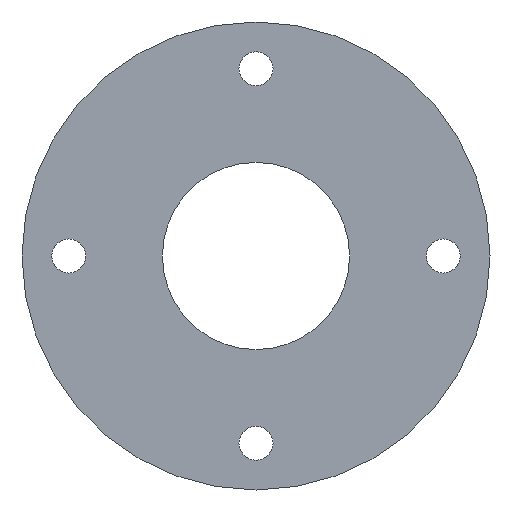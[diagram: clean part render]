
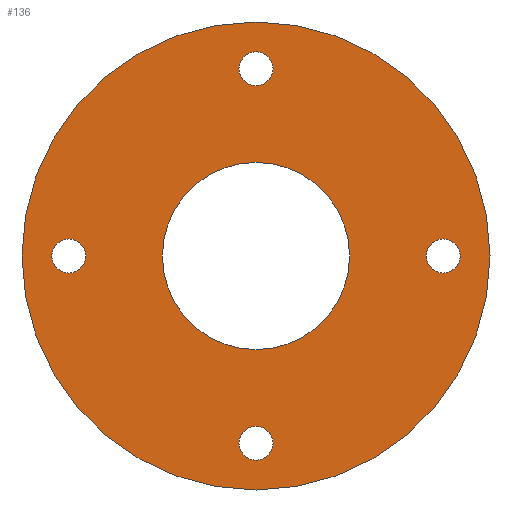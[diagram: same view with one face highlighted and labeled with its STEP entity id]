
A CAD part, front view. The second image highlights one B-rep face of the part: STEP entity #136.
In plain terms, the highlighted planar face has unit normal (0, -1, 0).
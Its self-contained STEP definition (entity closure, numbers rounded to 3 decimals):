
#5 = VERTEX_POINT ( 'NONE', #494 ) ;
#11 = CARTESIAN_POINT ( 'NONE',  ( -22., -1.5, 2. ) ) ;
#18 = CARTESIAN_POINT ( 'NONE',  ( 0., -1.5, 24. ) ) ;
#20 = CIRCLE ( 'NONE', #190, 2. ) ;
#53 = FACE_BOUND ( 'NONE', #115, .T. ) ;
#54 = DIRECTION ( 'NONE',  ( 0., 1., 0. ) ) ;
#56 = DIRECTION ( 'NONE',  ( 0., 1., 0. ) ) ;
#59 = DIRECTION ( 'NONE',  ( 0., 0., 1. ) ) ;
#64 = DIRECTION ( 'NONE',  ( 0., 0., 1. ) ) ;
#69 = FACE_BOUND ( 'NONE', #87, .T. ) ;
#71 = CIRCLE ( 'NONE', #391, 2. ) ;
#72 = CARTESIAN_POINT ( 'NONE',  ( 0., -1.5, 0. ) ) ;
#84 = CARTESIAN_POINT ( 'NONE',  ( -22., -1.5, -2. ) ) ;
#87 = EDGE_LOOP ( 'NONE', ( #522, #358 ) ) ;
#103 = ORIENTED_EDGE ( 'NONE', *, *, #521, .T. ) ;
#106 = DIRECTION ( 'NONE',  ( 0., 0., 1. ) ) ;
#115 = EDGE_LOOP ( 'NONE', ( #103, #856 ) ) ;
#122 = CIRCLE ( 'NONE', #258, 2. ) ;
#126 = VERTEX_POINT ( 'NONE', #347 ) ;
#131 = CARTESIAN_POINT ( 'NONE',  ( 22., -1.5, 2. ) ) ;
#136 = ADVANCED_FACE ( 'NONE', ( #197, #646, #864, #69, #871, #53 ), #791, .F. ) ;
#168 = VERTEX_POINT ( 'NONE', #651 ) ;
#169 = EDGE_CURVE ( 'NONE', #321, #326, #71, .T. ) ;
#171 = VERTEX_POINT ( 'NONE', #269 ) ;
#189 = AXIS2_PLACEMENT_3D ( 'NONE', #822, #378, #305 ) ;
#190 = AXIS2_PLACEMENT_3D ( 'NONE', #759, #914, #106 ) ;
#197 = FACE_BOUND ( 'NONE', #511, .T. ) ;
#211 = DIRECTION ( 'NONE',  ( 0., 1., 0. ) ) ;
#214 = ORIENTED_EDGE ( 'NONE', *, *, #508, .F. ) ;
#220 = EDGE_CURVE ( 'NONE', #171, #534, #793, .T. ) ;
#227 = EDGE_CURVE ( 'NONE', #353, #927, #618, .T. ) ;
#258 = AXIS2_PLACEMENT_3D ( 'NONE', #357, #54, #866 ) ;
#260 = CIRCLE ( 'NONE', #340, 2. ) ;
#266 = EDGE_LOOP ( 'NONE', ( #296, #214 ) ) ;
#267 = DIRECTION ( 'NONE',  ( 0., 0., 1. ) ) ;
#269 = CARTESIAN_POINT ( 'NONE',  ( 0., -1.5, -27.5 ) ) ;
#296 = ORIENTED_EDGE ( 'NONE', *, *, #220, .F. ) ;
#305 = DIRECTION ( 'NONE',  ( 0., 0., 1. ) ) ;
#309 = AXIS2_PLACEMENT_3D ( 'NONE', #585, #732, #875 ) ;
#311 = EDGE_CURVE ( 'NONE', #168, #757, #424, .T. ) ;
#318 = AXIS2_PLACEMENT_3D ( 'NONE', #72, #497, #941 ) ;
#321 = VERTEX_POINT ( 'NONE', #84 ) ;
#325 = VERTEX_POINT ( 'NONE', #680 ) ;
#326 = VERTEX_POINT ( 'NONE', #11 ) ;
#340 = AXIS2_PLACEMENT_3D ( 'NONE', #815, #524, #597 ) ;
#344 = DIRECTION ( 'NONE',  ( 0., 1., 0. ) ) ;
#347 = CARTESIAN_POINT ( 'NONE',  ( 0., -1.5, -11. ) ) ;
#348 = EDGE_CURVE ( 'NONE', #326, #321, #740, .T. ) ;
#351 = DIRECTION ( 'NONE',  ( 0., 0., 1. ) ) ;
#353 = VERTEX_POINT ( 'NONE', #376 ) ;
#357 = CARTESIAN_POINT ( 'NONE',  ( 22., -1.5, 0. ) ) ;
#358 = ORIENTED_EDGE ( 'NONE', *, *, #169, .T. ) ;
#365 = AXIS2_PLACEMENT_3D ( 'NONE', #932, #344, #267 ) ;
#373 = DIRECTION ( 'NONE',  ( 0., 0., 1. ) ) ;
#376 = CARTESIAN_POINT ( 'NONE',  ( 0., -1.5, 20. ) ) ;
#378 = DIRECTION ( 'NONE',  ( 0., 1., 0. ) ) ;
#381 = DIRECTION ( 'NONE',  ( 0., 0., 1. ) ) ;
#391 = AXIS2_PLACEMENT_3D ( 'NONE', #432, #211, #934 ) ;
#415 = CARTESIAN_POINT ( 'NONE',  ( 0., -1.5, -20. ) ) ;
#424 = CIRCLE ( 'NONE', #189, 2. ) ;
#432 = CARTESIAN_POINT ( 'NONE',  ( -22., -1.5, 0. ) ) ;
#439 = AXIS2_PLACEMENT_3D ( 'NONE', #452, #814, #381 ) ;
#452 = CARTESIAN_POINT ( 'NONE',  ( -22., -1.5, 0. ) ) ;
#464 = ORIENTED_EDGE ( 'NONE', *, *, #311, .T. ) ;
#472 = CIRCLE ( 'NONE', #843, 2. ) ;
#480 = CIRCLE ( 'NONE', #895, 11. ) ;
#494 = CARTESIAN_POINT ( 'NONE',  ( 0., -1.5, 11. ) ) ;
#497 = DIRECTION ( 'NONE',  ( 0., 1., 0. ) ) ;
#503 = DIRECTION ( 'NONE',  ( 0., 1., 0. ) ) ;
#508 = EDGE_CURVE ( 'NONE', #534, #171, #655, .T. ) ;
#511 = EDGE_LOOP ( 'NONE', ( #755, #844 ) ) ;
#521 = EDGE_CURVE ( 'NONE', #126, #5, #480, .T. ) ;
#522 = ORIENTED_EDGE ( 'NONE', *, *, #348, .T. ) ;
#524 = DIRECTION ( 'NONE',  ( 0., 1., 0. ) ) ;
#534 = VERTEX_POINT ( 'NONE', #938 ) ;
#556 = EDGE_CURVE ( 'NONE', #691, #325, #20, .T. ) ;
#578 = AXIS2_PLACEMENT_3D ( 'NONE', #720, #782, #64 ) ;
#579 = EDGE_LOOP ( 'NONE', ( #644, #464 ) ) ;
#582 = CARTESIAN_POINT ( 'NONE',  ( 0., -1.5, 0. ) ) ;
#585 = CARTESIAN_POINT ( 'NONE',  ( 0., -1.5, 22. ) ) ;
#597 = DIRECTION ( 'NONE',  ( 0., 0., 1. ) ) ;
#618 = CIRCLE ( 'NONE', #309, 2. ) ;
#643 = CARTESIAN_POINT ( 'NONE',  ( 0., -1.5, 0. ) ) ;
#644 = ORIENTED_EDGE ( 'NONE', *, *, #812, .T. ) ;
#646 = FACE_BOUND ( 'NONE', #579, .T. ) ;
#647 = CARTESIAN_POINT ( 'NONE',  ( 0., -1.5, -22. ) ) ;
#651 = CARTESIAN_POINT ( 'NONE',  ( 22., -1.5, -2. ) ) ;
#655 = CIRCLE ( 'NONE', #365, 27.5 ) ;
#680 = CARTESIAN_POINT ( 'NONE',  ( 0., -1.5, -24. ) ) ;
#691 = VERTEX_POINT ( 'NONE', #415 ) ;
#720 = CARTESIAN_POINT ( 'NONE',  ( 0., -1.5, 0. ) ) ;
#727 = DIRECTION ( 'NONE',  ( 0., 1., 0. ) ) ;
#731 = EDGE_CURVE ( 'NONE', #325, #691, #472, .T. ) ;
#732 = DIRECTION ( 'NONE',  ( 0., 1., 0. ) ) ;
#734 = EDGE_CURVE ( 'NONE', #5, #126, #785, .T. ) ;
#740 = CIRCLE ( 'NONE', #439, 2. ) ;
#755 = ORIENTED_EDGE ( 'NONE', *, *, #556, .T. ) ;
#757 = VERTEX_POINT ( 'NONE', #131 ) ;
#759 = CARTESIAN_POINT ( 'NONE',  ( 0., -1.5, -22. ) ) ;
#779 = ORIENTED_EDGE ( 'NONE', *, *, #899, .T. ) ;
#782 = DIRECTION ( 'NONE',  ( 0., 1., 0. ) ) ;
#785 = CIRCLE ( 'NONE', #318, 11. ) ;
#791 = PLANE ( 'NONE',  #894 ) ;
#793 = CIRCLE ( 'NONE', #578, 27.5 ) ;
#812 = EDGE_CURVE ( 'NONE', #757, #168, #122, .T. ) ;
#814 = DIRECTION ( 'NONE',  ( 0., 1., 0. ) ) ;
#815 = CARTESIAN_POINT ( 'NONE',  ( 0., -1.5, 22. ) ) ;
#816 = ORIENTED_EDGE ( 'NONE', *, *, #227, .T. ) ;
#822 = CARTESIAN_POINT ( 'NONE',  ( 22., -1.5, 0. ) ) ;
#843 = AXIS2_PLACEMENT_3D ( 'NONE', #647, #727, #373 ) ;
#844 = ORIENTED_EDGE ( 'NONE', *, *, #731, .T. ) ;
#856 = ORIENTED_EDGE ( 'NONE', *, *, #734, .T. ) ;
#860 = EDGE_LOOP ( 'NONE', ( #779, #816 ) ) ;
#864 = FACE_BOUND ( 'NONE', #860, .T. ) ;
#866 = DIRECTION ( 'NONE',  ( 0., 0., 1. ) ) ;
#871 = FACE_OUTER_BOUND ( 'NONE', #266, .T. ) ;
#875 = DIRECTION ( 'NONE',  ( 0., 0., 1. ) ) ;
#894 = AXIS2_PLACEMENT_3D ( 'NONE', #582, #503, #59 ) ;
#895 = AXIS2_PLACEMENT_3D ( 'NONE', #643, #56, #351 ) ;
#899 = EDGE_CURVE ( 'NONE', #927, #353, #260, .T. ) ;
#914 = DIRECTION ( 'NONE',  ( 0., 1., 0. ) ) ;
#927 = VERTEX_POINT ( 'NONE', #18 ) ;
#932 = CARTESIAN_POINT ( 'NONE',  ( 0., -1.5, 0. ) ) ;
#934 = DIRECTION ( 'NONE',  ( 0., 0., 1. ) ) ;
#938 = CARTESIAN_POINT ( 'NONE',  ( 0., -1.5, 27.5 ) ) ;
#941 = DIRECTION ( 'NONE',  ( 0., 0., 1. ) ) ;
